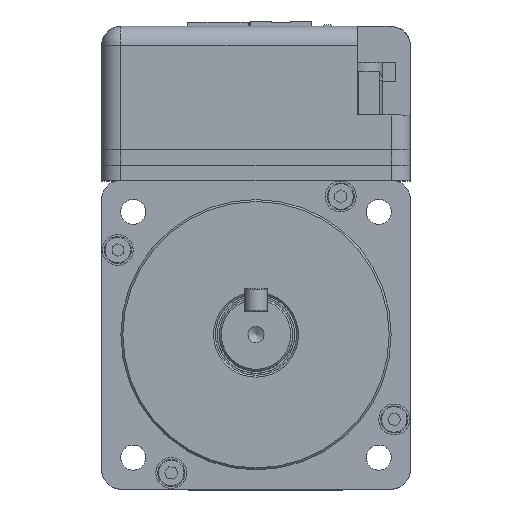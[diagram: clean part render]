
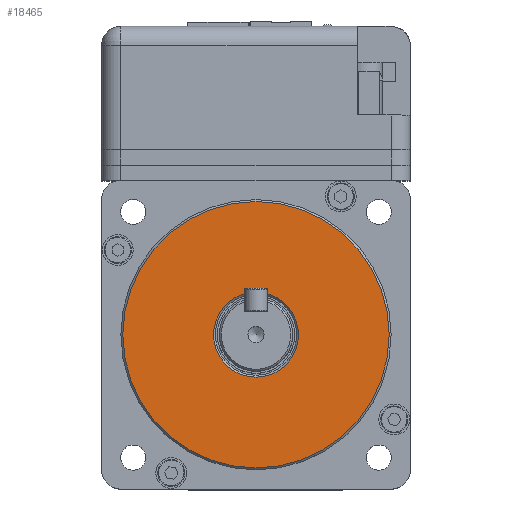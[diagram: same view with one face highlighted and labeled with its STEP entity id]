
A CAD part, top view. The second image highlights one B-rep face of the part: STEP entity #18465.
In plain terms, the highlighted planar face has unit normal (0, 0, 1).
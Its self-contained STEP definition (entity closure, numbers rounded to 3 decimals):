
#653 = CIRCLE ( 'NONE', #7930, 34.5 ) ;
#2269 = CARTESIAN_POINT ( 'NONE',  ( -34.5, 0., 19.5 ) ) ;
#5288 = EDGE_LOOP ( 'NONE', ( #32189 ) ) ;
#7930 = AXIS2_PLACEMENT_3D ( 'NONE', #25139, #8741, #34089 ) ;
#8741 = DIRECTION ( 'NONE',  ( 0., 0., 1. ) ) ;
#11401 = EDGE_CURVE ( 'NONE', #20774, #20774, #653, .T. ) ;
#12347 = FACE_OUTER_BOUND ( 'NONE', #5288, .T. ) ;
#13425 = EDGE_CURVE ( 'NONE', #39646, #39646, #24424, .T. ) ;
#15688 = CARTESIAN_POINT ( 'NONE',  ( 0., 10.5, 19.5 ) ) ;
#16129 = PLANE ( 'NONE',  #30137 ) ;
#17123 = DIRECTION ( 'NONE',  ( -1., 0., 0. ) ) ;
#18228 = EDGE_LOOP ( 'NONE', ( #28138 ) ) ;
#18275 = CARTESIAN_POINT ( 'NONE',  ( -11., 0., 19.5 ) ) ;
#18465 = ADVANCED_FACE ( 'NONE', ( #40797, #12347 ), #16129, .F. ) ;
#18486 = AXIS2_PLACEMENT_3D ( 'NONE', #32723, #20061, #17123 ) ;
#20061 = DIRECTION ( 'NONE',  ( 0., 0., -1. ) ) ;
#20774 = VERTEX_POINT ( 'NONE', #2269 ) ;
#24424 = CIRCLE ( 'NONE', #18486, 11. ) ;
#25139 = CARTESIAN_POINT ( 'NONE',  ( 0., 0., 19.5 ) ) ;
#25245 = DIRECTION ( 'NONE',  ( -1., 0., 0. ) ) ;
#28138 = ORIENTED_EDGE ( 'NONE', *, *, #13425, .T. ) ;
#30137 = AXIS2_PLACEMENT_3D ( 'NONE', #15688, #37696, #25245 ) ;
#32189 = ORIENTED_EDGE ( 'NONE', *, *, #11401, .T. ) ;
#32723 = CARTESIAN_POINT ( 'NONE',  ( 0., 0., 19.5 ) ) ;
#34089 = DIRECTION ( 'NONE',  ( -1., 0., 0. ) ) ;
#37696 = DIRECTION ( 'NONE',  ( 0., 0., -1. ) ) ;
#39646 = VERTEX_POINT ( 'NONE', #18275 ) ;
#40797 = FACE_BOUND ( 'NONE', #18228, .T. ) ;
